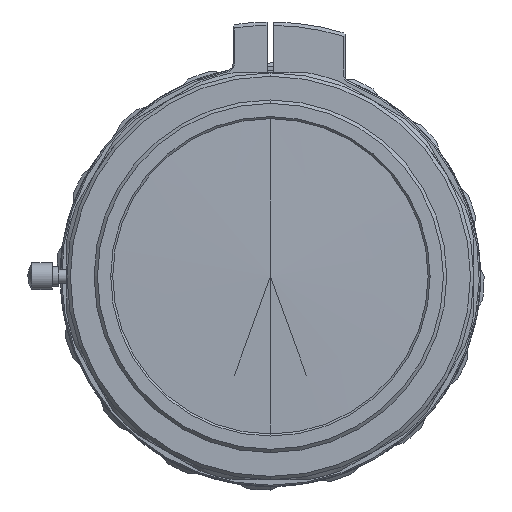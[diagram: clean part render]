
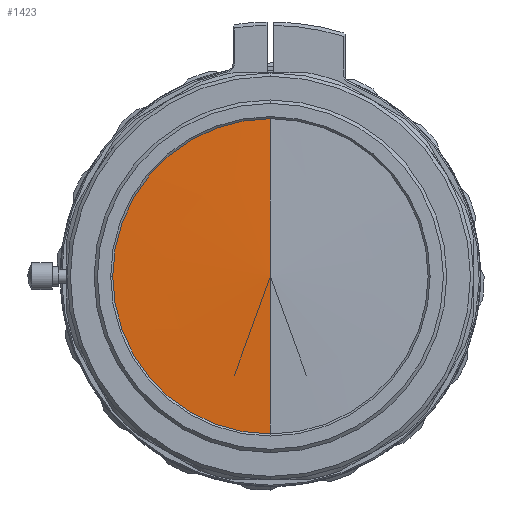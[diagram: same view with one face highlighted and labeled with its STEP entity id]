
A CAD part, left-side view. The second image highlights one B-rep face of the part: STEP entity #1423.
In plain terms, the highlighted conical face has half-angle 88.834 degrees and reference radius 23.25 mm.
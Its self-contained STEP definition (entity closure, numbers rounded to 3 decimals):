
#157 = EDGE_CURVE ( 'NONE', #9071, #572, #9580, .T. ) ;
#224 = CARTESIAN_POINT ( 'NONE',  ( 0.473, 0., 0. ) ) ;
#572 = VERTEX_POINT ( 'NONE', #8492 ) ;
#1137 = AXIS2_PLACEMENT_3D ( 'NONE', #10135, #6499, #4716 ) ;
#1170 = EDGE_LOOP ( 'NONE', ( #9109, #3081, #8498, #10449 ) ) ;
#1423 = ADVANCED_FACE ( 'NONE', ( #11115 ), #7333, .T. ) ;
#1556 = DIRECTION ( 'NONE',  ( 0.02, 0., 1. ) ) ;
#1798 = CARTESIAN_POINT ( 'NONE',  ( 0.473, 23.25, 0. ) ) ;
#2087 = DIRECTION ( 'NONE',  ( -1., 0., 0. ) ) ;
#2098 = CIRCLE ( 'NONE', #1137, 23.25 ) ;
#2416 = CARTESIAN_POINT ( 'NONE',  ( 0.473, 0., -23.25 ) ) ;
#3081 = ORIENTED_EDGE ( 'NONE', *, *, #157, .T. ) ;
#3712 = EDGE_CURVE ( 'NONE', #9071, #7804, #3998, .T. ) ;
#3873 = DIRECTION ( 'NONE',  ( 1., 0., 0. ) ) ;
#3998 = LINE ( 'NONE', #8371, #6677 ) ;
#4716 = DIRECTION ( 'NONE',  ( 0., -1., 0. ) ) ;
#6054 = CARTESIAN_POINT ( 'NONE',  ( 0.473, 0., 23.25 ) ) ;
#6499 = DIRECTION ( 'NONE',  ( -1., 0., 0. ) ) ;
#6505 = VERTEX_POINT ( 'NONE', #1798 ) ;
#6557 = DIRECTION ( 'NONE',  ( 0., -1., 0. ) ) ;
#6677 = VECTOR ( 'NONE', #10178, 1000. ) ;
#7333 = CONICAL_SURFACE ( 'NONE', #7403, 23.25, 1.55 ) ;
#7402 = AXIS2_PLACEMENT_3D ( 'NONE', #224, #2087, #6557 ) ;
#7403 = AXIS2_PLACEMENT_3D ( 'NONE', #10157, #3873, #9396 ) ;
#7506 = EDGE_CURVE ( 'NONE', #6505, #7804, #2098, .T. ) ;
#7804 = VERTEX_POINT ( 'NONE', #2416 ) ;
#8371 = CARTESIAN_POINT ( 'NONE',  ( 0.473, 0., -23.25 ) ) ;
#8466 = CIRCLE ( 'NONE', #7402, 23.25 ) ;
#8492 = CARTESIAN_POINT ( 'NONE',  ( 0.473, 0., 23.25 ) ) ;
#8498 = ORIENTED_EDGE ( 'NONE', *, *, #11573, .T. ) ;
#9071 = VERTEX_POINT ( 'NONE', #11108 ) ;
#9109 = ORIENTED_EDGE ( 'NONE', *, *, #3712, .F. ) ;
#9396 = DIRECTION ( 'NONE',  ( 0., 0., -1. ) ) ;
#9439 = VECTOR ( 'NONE', #1556, 1000. ) ;
#9580 = LINE ( 'NONE', #6054, #9439 ) ;
#10135 = CARTESIAN_POINT ( 'NONE',  ( 0.473, 0., 0. ) ) ;
#10157 = CARTESIAN_POINT ( 'NONE',  ( 0.473, 0., 0. ) ) ;
#10178 = DIRECTION ( 'NONE',  ( 0.02, 0., -1. ) ) ;
#10449 = ORIENTED_EDGE ( 'NONE', *, *, #7506, .T. ) ;
#11108 = CARTESIAN_POINT ( 'NONE',  ( 0., 0., 0. ) ) ;
#11115 = FACE_OUTER_BOUND ( 'NONE', #1170, .T. ) ;
#11573 = EDGE_CURVE ( 'NONE', #572, #6505, #8466, .T. ) ;
